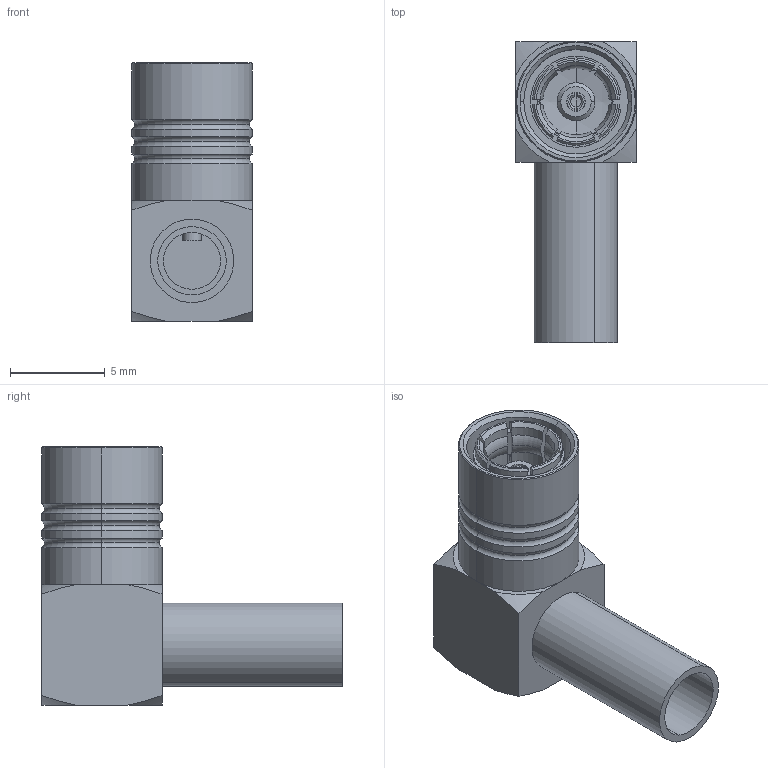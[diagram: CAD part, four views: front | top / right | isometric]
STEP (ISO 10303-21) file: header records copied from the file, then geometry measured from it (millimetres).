
FILE_DESCRIPTION (( 'STEP AP214' ), '1' );
FILE_NAME ('32-105-D3-AE.STEP', '2024-09-06T08:09:42', ( '' ), ( '' ), 'SwSTEP 2.0', 'SolidWorks 2024', '' );
FILE_SCHEMA (( 'AUTOMOTIVE_DESIGN' ));
Length unit declared in the file: millimetre
Products named in the file (1): 32-105-D3-AE
Bounding box: 6.35 x 15.85 x 13.6 mm (x, y, z)
Surface area: 915.9 mm2 (no closed solid volume)
Topology: 0 solids, 9 shells, 130 faces, 415 edges, 289 vertices
Faces by surface type: cylinder 40, plane 36, cone 28, torus 24, sphere 2
Entity records: 4734 total; most frequent: CARTESIAN_POINT 1111, DIRECTION 772, ORIENTED_EDGE 698, EDGE_CURVE 415, AXIS2_PLACEMENT_3D 294, VERTEX_POINT 289, VECTOR 184, LINE 184
